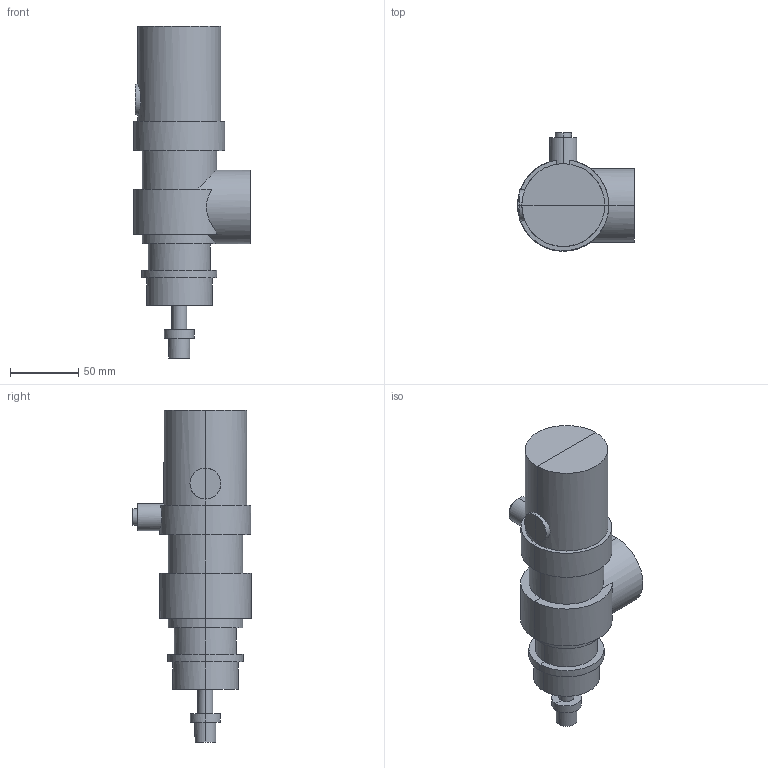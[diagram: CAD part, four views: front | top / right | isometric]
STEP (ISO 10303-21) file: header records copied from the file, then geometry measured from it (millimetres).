
FILE_DESCRIPTION(('CATIA V5 STEP Exchange'),'2;1');
FILE_NAME('STEP_542880_-_TST.stp','2019-10-16T06:02:55+00:00',('none'),('none'),'CATIA Version 5-6 Release 2016 SP4','CATIA V5 STEP AP203','none');
FILE_SCHEMA(('CONFIG_CONTROL_DESIGN'));
Length unit declared in the file: millimetre
Products named in the file (1): 542880 - TST
Bounding box: 85.45 x 86.44 x 242.5 mm (x, y, z)
Volume: 535830.2 mm3; surface area: 63328.8 mm2
Topology: 1 solids, 1 shells, 66 faces, 140 edges, 76 vertices
Faces by surface type: plane 34, cylinder 32
Entity records: 2762 total; most frequent: CARTESIAN_POINT 1403, ORIENTED_EDGE 280, DIRECTION 243, EDGE_CURVE 140, AXIS2_PLACEMENT_3D 109, VERTEX_POINT 76, ADVANCED_FACE 66, EDGE_LOOP 66
